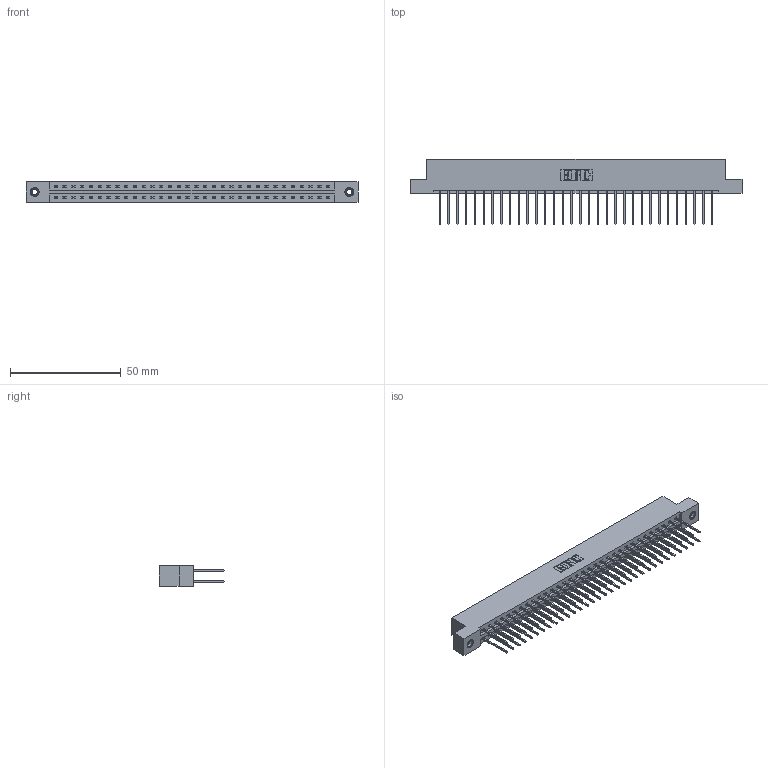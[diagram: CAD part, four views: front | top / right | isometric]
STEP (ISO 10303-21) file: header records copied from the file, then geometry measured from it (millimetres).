
FILE_DESCRIPTION (( 'STEP AP203' ), '1' );
FILE_NAME ('337-064-540-207.STEP', '2018-08-11T05:51:57', ( '' ), ( '' ), 'SwSTEP 2.0', 'SolidWorks 2016', '' );
FILE_SCHEMA (( 'CONFIG_CONTROL_DESIGN' ));
Length unit declared in the file: inch
Products named in the file (4): 337 Part_Flush Mounting Lugs - 0.156 Dia-TI; 345-292-001_345-293-140; 345-250-001_345-250-005-103; 337-064-540-207
Assembly tree (67 placements, depth 2):
  337-064-540-207
    337 Part_Flush Mounting Lugs - 0.156 Dia-TI
    345-292-001_345-293-140  x64
    345-250-001_345-250-005-103  x2
Bounding box: 149.81 x 29.47 x 9.4 mm (x, y, z)
Volume: 15884.1 mm3; surface area: 19095.1 mm2
Topology: 67 solids, 67 shells, 3630 faces, 10751 edges, 7074 vertices
Faces by surface type: plane 2534, cylinder 1080, cone 12, torus 4
Entity records: 27308 total; most frequent: CARTESIAN_POINT 4589, ORIENTED_EDGE 4518, DIRECTION 3953, EDGE_CURVE 2259, LINE 2111, VECTOR 2111, VERTEX_POINT 1500, AXIS2_PLACEMENT_3D 921
